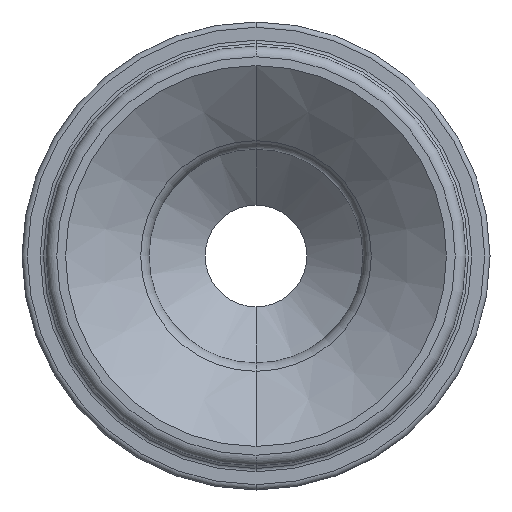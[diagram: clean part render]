
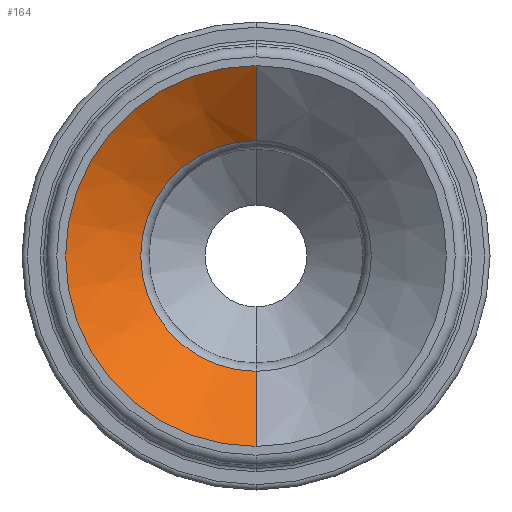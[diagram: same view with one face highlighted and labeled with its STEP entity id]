
A CAD part, front view. The second image highlights one B-rep face of the part: STEP entity #164.
In plain terms, the highlighted conical face has half-angle 52.356 degrees and reference radius 7.12 mm.
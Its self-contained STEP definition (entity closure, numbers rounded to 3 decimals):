
#164=ADVANCED_FACE('',(#410),#411,.F.);
#410=FACE_OUTER_BOUND('',#746,.T.);
#411=CONICAL_SURFACE('',#747,7.12,0.914);
#746=EDGE_LOOP('',(#4643,#4644,#4645,#4646));
#747=AXIS2_PLACEMENT_3D('',#4647,#4648,#4649);
#4643=ORIENTED_EDGE('',*,*,#5350,.T.);
#4644=ORIENTED_EDGE('',*,*,#5407,.T.);
#4645=ORIENTED_EDGE('',*,*,#5408,.F.);
#4646=ORIENTED_EDGE('',*,*,#5409,.F.);
#4647=CARTESIAN_POINT('',(0.0,-19.8,0.0));
#4648=DIRECTION('',(0.0,-1.0,-0.0));
#4649=DIRECTION('',(0.0,0.0,-1.0));
#5350=EDGE_CURVE('',#5706,#5710,#5712,.T.);
#5407=EDGE_CURVE('',#5710,#5799,#5800,.T.);
#5408=EDGE_CURVE('',#5801,#5799,#5802,.T.);
#5409=EDGE_CURVE('',#5706,#5801,#5803,.T.);
#5706=VERTEX_POINT('',#6211);
#5710=VERTEX_POINT('',#6215);
#5712=CIRCLE('',#6217,4.311);
#5799=VERTEX_POINT('',#6312);
#5800=LINE('',#6313,#6314);
#5801=VERTEX_POINT('',#6315);
#5802=CIRCLE('',#6316,7.12);
#5803=LINE('',#6317,#6318);
#6211=CARTESIAN_POINT('',(0.0,-17.633,-4.311));
#6215=CARTESIAN_POINT('',(0.,-17.633,4.311));
#6217=AXIS2_PLACEMENT_3D('',#8247,#8248,#8249);
#6312=CARTESIAN_POINT('',(0.,-19.8,7.12));
#6313=CARTESIAN_POINT('',(0.,-19.8,7.12));
#6314=VECTOR('',#8360,1000.0);
#6315=CARTESIAN_POINT('',(0.0,-19.8,-7.12));
#6316=AXIS2_PLACEMENT_3D('',#8361,#8362,#8363);
#6317=CARTESIAN_POINT('',(0.0,-19.8,-7.12));
#6318=VECTOR('',#8364,1000.0);
#8247=CARTESIAN_POINT('',(0.0,-17.633,0.0));
#8248=DIRECTION('',(0.0,1.0,0.0));
#8249=DIRECTION('',(0.0,0.0,1.0));
#8360=DIRECTION('',(0.,-0.611,0.792));
#8361=CARTESIAN_POINT('',(0.0,-19.8,0.0));
#8362=DIRECTION('',(0.0,1.0,0.0));
#8363=DIRECTION('',(0.0,0.0,1.0));
#8364=DIRECTION('',(0.0,-0.611,-0.792));
